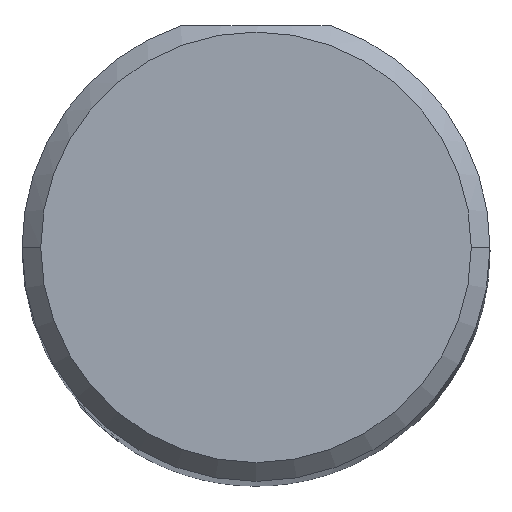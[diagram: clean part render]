
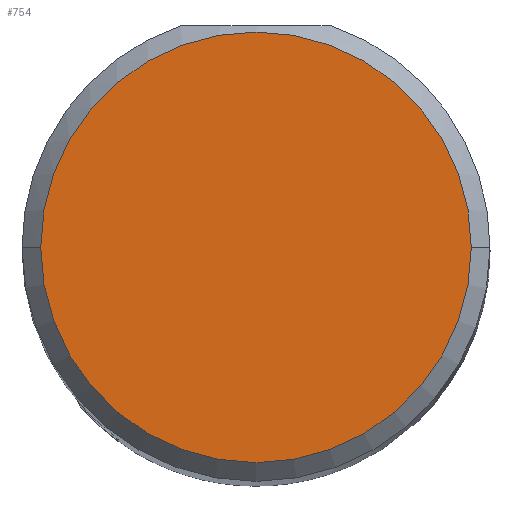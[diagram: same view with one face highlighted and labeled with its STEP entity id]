
A CAD part, top view. The second image highlights one B-rep face of the part: STEP entity #754.
In plain terms, the highlighted planar face has unit normal (0, 0, 1).
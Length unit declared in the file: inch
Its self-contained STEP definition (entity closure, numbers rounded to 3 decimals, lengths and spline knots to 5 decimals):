
#36 = DIRECTION ( 'NONE',  ( 1., 0., 0. ) ) ;
#57 = AXIS2_PLACEMENT_3D ( 'NONE', #523, #390, #69 ) ;
#69 = DIRECTION ( 'NONE',  ( 1., 0., 0. ) ) ;
#92 = CIRCLE ( 'NONE', #326, 0.1725 ) ;
#127 = FACE_OUTER_BOUND ( 'NONE', #492, .T. ) ;
#143 = ORIENTED_EDGE ( 'NONE', *, *, #765, .T. ) ;
#153 = CARTESIAN_POINT ( 'NONE',  ( -0.1725, 0., 2.5 ) ) ;
#243 = EDGE_CURVE ( 'NONE', #362, #460, #92, .T. ) ;
#326 = AXIS2_PLACEMENT_3D ( 'NONE', #731, #361, #36 ) ;
#357 = ORIENTED_EDGE ( 'NONE', *, *, #243, .T. ) ;
#361 = DIRECTION ( 'NONE',  ( 0., 0., 1. ) ) ;
#362 = VERTEX_POINT ( 'NONE', #463 ) ;
#386 = PLANE ( 'NONE',  #57 ) ;
#390 = DIRECTION ( 'NONE',  ( 0., 0., 1. ) ) ;
#460 = VERTEX_POINT ( 'NONE', #153 ) ;
#463 = CARTESIAN_POINT ( 'NONE',  ( 0.1725, 0., 2.5 ) ) ;
#492 = EDGE_LOOP ( 'NONE', ( #143, #357 ) ) ;
#523 = CARTESIAN_POINT ( 'NONE',  ( 0., 0., 2.5 ) ) ;
#641 = CARTESIAN_POINT ( 'NONE',  ( 0., 0., 2.5 ) ) ;
#707 = AXIS2_PLACEMENT_3D ( 'NONE', #641, #774, #714 ) ;
#714 = DIRECTION ( 'NONE',  ( 1., 0., 0. ) ) ;
#731 = CARTESIAN_POINT ( 'NONE',  ( 0., 0., 2.5 ) ) ;
#754 = ADVANCED_FACE ( 'NONE', ( #127 ), #386, .T. ) ;
#765 = EDGE_CURVE ( 'NONE', #460, #362, #792, .T. ) ;
#774 = DIRECTION ( 'NONE',  ( 0., 0., 1. ) ) ;
#792 = CIRCLE ( 'NONE', #707, 0.1725 ) ;
